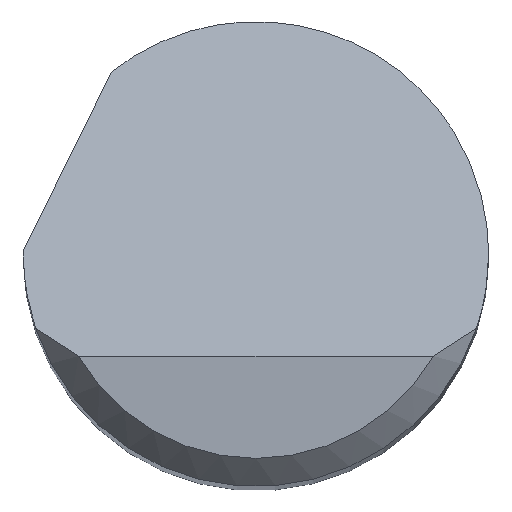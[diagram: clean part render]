
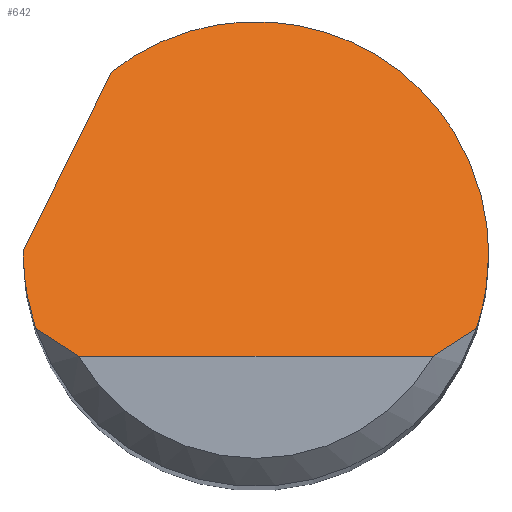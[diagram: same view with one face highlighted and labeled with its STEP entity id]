
A CAD part, top view. The second image highlights one B-rep face of the part: STEP entity #642.
In plain terms, the highlighted planar face has unit normal (0, 0.707, 0.707).
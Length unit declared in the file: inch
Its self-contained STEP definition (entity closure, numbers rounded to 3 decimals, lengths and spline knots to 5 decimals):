
#1 = ORIENTED_EDGE ( 'NONE', *, *, #68, .T. ) ;
#33 = CARTESIAN_POINT ( 'NONE',  ( 0.12279, -0.02708, 1.97208 ) ) ;
#36 = CARTESIAN_POINT ( 'NONE',  ( -0.125, 0., 1.945 ) ) ;
#46 = AXIS2_PLACEMENT_3D ( 'NONE', #278, #223, #101 ) ;
#51 = CARTESIAN_POINT ( 'NONE',  ( -0.07775, 0.09788, 1.84712 ) ) ;
#62 =( BOUNDED_CURVE ( )  B_SPLINE_CURVE ( 3, ( #427, #726, #669, #713 ),
 .UNSPECIFIED., .F., .F. ) 
 B_SPLINE_CURVE_WITH_KNOTS ( ( 4, 4 ),
 ( 5.61191, 7.85398 ),
 .UNSPECIFIED. ) 
 CURVE ( )  GEOMETRIC_REPRESENTATION_ITEM ( )  RATIONAL_B_SPLINE_CURVE ( ( 1., 0.623, 0.623, 1. ) ) 
 REPRESENTATION_ITEM ( '' )  );
#68 = EDGE_CURVE ( 'NONE', #722, #746, #321, .T. ) ;
#70 = CARTESIAN_POINT ( 'NONE',  ( 0.125, 0., 1.945 ) ) ;
#93 = CARTESIAN_POINT ( 'NONE',  ( 0.09526, -0.055, 2. ) ) ;
#97 = CARTESIAN_POINT ( 'NONE',  ( -0.11843, -0.04, 1.985 ) ) ;
#101 = DIRECTION ( 'NONE',  ( 0., 0.707, -0.707 ) ) ;
#112 = CARTESIAN_POINT ( 'NONE',  ( 0.125, -0.01363, 1.95863 ) ) ;
#115 = DIRECTION ( 'NONE',  ( 0.329, 0.668, -0.668 ) ) ;
#116 = VERTEX_POINT ( 'NONE', #379 ) ;
#122 = VERTEX_POINT ( 'NONE', #51 ) ;
#152 = EDGE_CURVE ( 'NONE', #746, #548, #169, .T. ) ;
#167 = B_SPLINE_CURVE_WITH_KNOTS ( 'NONE', 3,
 ( #564, #630, #636, #680 ),
 .UNSPECIFIED., .F., .F.,
 ( 4, 4 ),
 ( 0., 0.0008 ),
 .UNSPECIFIED. ) ;
#169 = B_SPLINE_CURVE_WITH_KNOTS ( 'NONE', 3,
 ( #93, #580, #469, #510 ),
 .UNSPECIFIED., .F., .F.,
 ( 4, 4 ),
 ( 0., 0.0008 ),
 .UNSPECIFIED. ) ;
#173 = EDGE_CURVE ( 'NONE', #520, #548, #573, .T. ) ;
#207 = CARTESIAN_POINT ( 'NONE',  ( -0.125, 0.00067, 1.94433 ) ) ;
#219 = CARTESIAN_POINT ( 'NONE',  ( -0.125, 0., 1.945 ) ) ;
#221 = LINE ( 'NONE', #409, #762 ) ;
#223 = DIRECTION ( 'NONE',  ( 0., -0.707, -0.707 ) ) ;
#245 = CARTESIAN_POINT ( 'NONE',  ( 0., -0.055, 2. ) ) ;
#265 = PLANE ( 'NONE',  #46 ) ;
#269 = DIRECTION ( 'NONE',  ( 1., 0., 0. ) ) ;
#278 = CARTESIAN_POINT ( 'NONE',  ( -0.125, -0.055, 2. ) ) ;
#279 = CARTESIAN_POINT ( 'NONE',  ( 0.09526, -0.055, 2. ) ) ;
#281 = ORIENTED_EDGE ( 'NONE', *, *, #298, .F. ) ;
#291 = CARTESIAN_POINT ( 'NONE',  ( 0.11843, -0.04, 1.985 ) ) ;
#298 = EDGE_CURVE ( 'NONE', #122, #520, #62, .T. ) ;
#321 = LINE ( 'NONE', #245, #739 ) ;
#336 = CARTESIAN_POINT ( 'NONE',  ( -0.125, -0.01363, 1.95863 ) ) ;
#341 =( BOUNDED_CURVE ( )  B_SPLINE_CURVE ( 3, ( #97, #625, #336, #36 ),
 .UNSPECIFIED., .F., .F. ) 
 B_SPLINE_CURVE_WITH_KNOTS ( ( 4, 4 ),
 ( 4.38666, 4.71239 ),
 .UNSPECIFIED. ) 
 CURVE ( )  GEOMETRIC_REPRESENTATION_ITEM ( )  RATIONAL_B_SPLINE_CURVE ( ( 1., 0.991, 0.991, 1. ) ) 
 REPRESENTATION_ITEM ( '' )  );
#349 = ORIENTED_EDGE ( 'NONE', *, *, #721, .F. ) ;
#358 = EDGE_LOOP ( 'NONE', ( #1, #474, #560, #281, #673, #349, #712, #732 ) ) ;
#379 = CARTESIAN_POINT ( 'NONE',  ( -0.11843, -0.04, 1.985 ) ) ;
#383 = CARTESIAN_POINT ( 'NONE',  ( 0.11843, -0.04, 1.985 ) ) ;
#400 = CARTESIAN_POINT ( 'NONE',  ( -0.125, 0., 1.945 ) ) ;
#409 = CARTESIAN_POINT ( 'NONE',  ( -0.15003, -0.04883, 1.99383 ) ) ;
#427 = CARTESIAN_POINT ( 'NONE',  ( -0.07775, 0.09788, 1.84712 ) ) ;
#428 = CARTESIAN_POINT ( 'NONE',  ( -0.12498, 0.002, 1.943 ) ) ;
#450 = CARTESIAN_POINT ( 'NONE',  ( -0.12499, 0.00133, 1.94367 ) ) ;
#453 = EDGE_CURVE ( 'NONE', #116, #722, #167, .T. ) ;
#469 = CARTESIAN_POINT ( 'NONE',  ( 0.11107, -0.04528, 1.99028 ) ) ;
#473 = EDGE_CURVE ( 'NONE', #609, #122, #221, .T. ) ;
#474 = ORIENTED_EDGE ( 'NONE', *, *, #152, .T. ) ;
#510 = CARTESIAN_POINT ( 'NONE',  ( 0.11843, -0.04, 1.985 ) ) ;
#520 = VERTEX_POINT ( 'NONE', #70 ) ;
#522 =( BOUNDED_CURVE ( )  B_SPLINE_CURVE ( 3, ( #219, #207, #450, #681 ),
 .UNSPECIFIED., .F., .F. ) 
 B_SPLINE_CURVE_WITH_KNOTS ( ( 4, 4 ),
 ( 4.71239, 4.72839 ),
 .UNSPECIFIED. ) 
 CURVE ( )  GEOMETRIC_REPRESENTATION_ITEM ( )  RATIONAL_B_SPLINE_CURVE ( ( 1., 1., 1., 1. ) ) 
 REPRESENTATION_ITEM ( '' )  );
#548 = VERTEX_POINT ( 'NONE', #383 ) ;
#560 = ORIENTED_EDGE ( 'NONE', *, *, #173, .F. ) ;
#564 = CARTESIAN_POINT ( 'NONE',  ( -0.11843, -0.04, 1.985 ) ) ;
#573 =( BOUNDED_CURVE ( )  B_SPLINE_CURVE ( 3, ( #749, #112, #33, #291 ),
 .UNSPECIFIED., .F., .F. ) 
 B_SPLINE_CURVE_WITH_KNOTS ( ( 4, 4 ),
 ( 1.5708, 1.89653 ),
 .UNSPECIFIED. ) 
 CURVE ( )  GEOMETRIC_REPRESENTATION_ITEM ( )  RATIONAL_B_SPLINE_CURVE ( ( 1., 0.991, 0.991, 1. ) ) 
 REPRESENTATION_ITEM ( '' )  );
#580 = CARTESIAN_POINT ( 'NONE',  ( 0.10339, -0.05031, 1.99531 ) ) ;
#609 = VERTEX_POINT ( 'NONE', #428 ) ;
#624 = FACE_OUTER_BOUND ( 'NONE', #358, .T. ) ;
#625 = CARTESIAN_POINT ( 'NONE',  ( -0.12279, -0.02708, 1.97208 ) ) ;
#630 = CARTESIAN_POINT ( 'NONE',  ( -0.11107, -0.04528, 1.99028 ) ) ;
#635 = VERTEX_POINT ( 'NONE', #400 ) ;
#636 = CARTESIAN_POINT ( 'NONE',  ( -0.10339, -0.05031, 1.99531 ) ) ;
#642 = ADVANCED_FACE ( 'NONE', ( #624 ), #265, .F. ) ;
#669 = CARTESIAN_POINT ( 'NONE',  ( 0.125, 0.12043, 1.82457 ) ) ;
#673 = ORIENTED_EDGE ( 'NONE', *, *, #473, .F. ) ;
#680 = CARTESIAN_POINT ( 'NONE',  ( -0.09526, -0.055, 2. ) ) ;
#681 = CARTESIAN_POINT ( 'NONE',  ( -0.12498, 0.002, 1.943 ) ) ;
#712 = ORIENTED_EDGE ( 'NONE', *, *, #766, .F. ) ;
#713 = CARTESIAN_POINT ( 'NONE',  ( 0.125, 0., 1.945 ) ) ;
#721 = EDGE_CURVE ( 'NONE', #635, #609, #522, .T. ) ;
#722 = VERTEX_POINT ( 'NONE', #740 ) ;
#726 = CARTESIAN_POINT ( 'NONE',  ( 0.01655, 0.17278, 1.77222 ) ) ;
#732 = ORIENTED_EDGE ( 'NONE', *, *, #453, .T. ) ;
#739 = VECTOR ( 'NONE', #269, 39.37008 ) ;
#740 = CARTESIAN_POINT ( 'NONE',  ( -0.09526, -0.055, 2. ) ) ;
#746 = VERTEX_POINT ( 'NONE', #279 ) ;
#749 = CARTESIAN_POINT ( 'NONE',  ( 0.125, 0., 1.945 ) ) ;
#762 = VECTOR ( 'NONE', #115, 39.37008 ) ;
#766 = EDGE_CURVE ( 'NONE', #116, #635, #341, .T. ) ;
